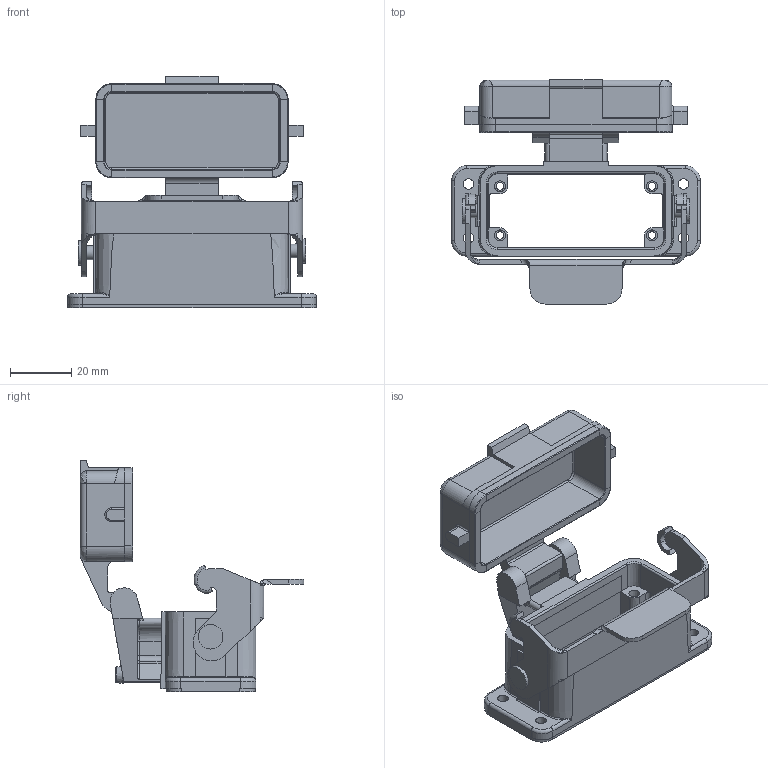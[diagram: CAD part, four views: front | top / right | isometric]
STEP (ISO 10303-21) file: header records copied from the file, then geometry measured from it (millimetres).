
FILE_DESCRIPTION(/* description */ (''),/* implementation_level */ '2;1');
FILE_NAME(/* name */ 'c146 10f015 000 2.stp',/* time_stamp */ '2018-01-24T11:39:29+01:00',/* author */ (''),/* organization */ (''),/* preprocessor_version */ 'ST-DEVELOPER v16',/* originating_system */ 'SIEMENS PLM Software NX 11.0',/* authorisation */ '');
FILE_SCHEMA (('AP203_CONFIGURATION_CONTROLLED_3D_DESIGN_OF_MECHANICAL_PARTS_AND_ASSEMBLIES_MIM_LF { 1 0 10303 403 2 1 2}'));
Length unit declared in the file: millimetre
Products named in the file (1): c146 10f015 000 2nxm001-01
Bounding box: 81 x 72.86 x 75.4 mm (x, y, z)
Volume: 37377.6 mm3; surface area: 31293.2 mm2
Topology: 1 solids, 1 shells, 509 faces, 1319 edges, 823 vertices
Faces by surface type: plane 257, cylinder 146, bspline 60, cone 24, torus 20, sphere 2
Full cylindrical faces by diameter (mm): 2.5 x4, 3.4 x4, 3.5 x4, 4.5 x2, 5.5 x2, 8 x2
Entity records: 19544 total; most frequent: CARTESIAN_POINT 4511, ORIENTED_EDGE 2568, DIRECTION 2495, EDGE_CURVE 1284, AXIS2_PLACEMENT_3D 890, VERTEX_POINT 818, LINE 715, VECTOR 715
